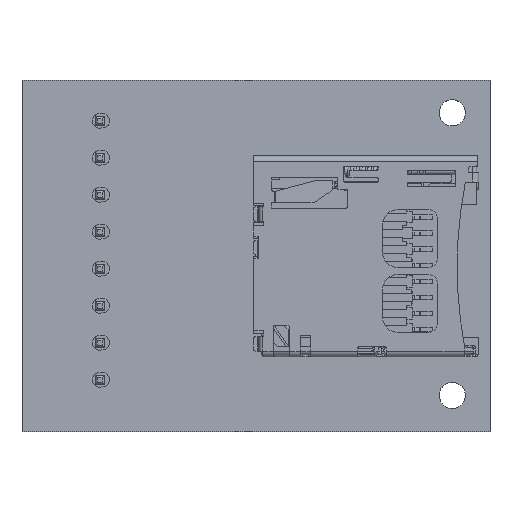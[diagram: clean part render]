
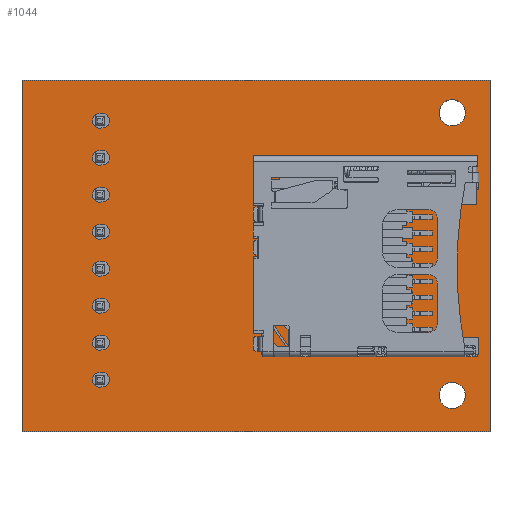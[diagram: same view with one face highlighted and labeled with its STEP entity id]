
A CAD part, top view. The second image highlights one B-rep face of the part: STEP entity #1044.
In plain terms, the highlighted planar face has unit normal (0, 0, 1).
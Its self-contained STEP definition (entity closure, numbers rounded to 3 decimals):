
#67 = VERTEX_POINT('',#68);
#68 = CARTESIAN_POINT('',(124.841,-67.818,0.));
#85 = VERTEX_POINT('',#86);
#86 = CARTESIAN_POINT('',(124.841,-91.948,0.));
#92 = EDGE_CURVE('',#67,#85,#93,.T.);
#93 = LINE('',#94,#95);
#94 = CARTESIAN_POINT('',(124.841,-67.818,0.));
#95 = VECTOR('',#96,1.);
#96 = DIRECTION('',(0.,-1.,0.));
#107 = VERTEX_POINT('',#108);
#108 = CARTESIAN_POINT('',(92.71,-67.818,0.));
#123 = EDGE_CURVE('',#107,#67,#124,.T.);
#124 = LINE('',#125,#126);
#125 = CARTESIAN_POINT('',(92.71,-67.818,0.));
#126 = VECTOR('',#127,1.);
#127 = DIRECTION('',(1.,0.,0.));
#147 = VERTEX_POINT('',#148);
#148 = CARTESIAN_POINT('',(92.71,-91.948,0.));
#154 = EDGE_CURVE('',#85,#147,#155,.T.);
#155 = LINE('',#156,#157);
#156 = CARTESIAN_POINT('',(124.841,-91.948,0.));
#157 = VECTOR('',#158,1.);
#158 = DIRECTION('',(-1.,0.,0.));
#176 = EDGE_CURVE('',#147,#107,#177,.T.);
#177 = LINE('',#178,#179);
#178 = CARTESIAN_POINT('',(92.71,-91.948,0.));
#179 = VECTOR('',#180,1.);
#180 = DIRECTION('',(0.,1.,0.));
#191 = VERTEX_POINT('',#192);
#192 = CARTESIAN_POINT('',(123.155,-89.455,0.));
#208 = EDGE_CURVE('',#191,#191,#209,.T.);
#209 = CIRCLE('',#210,0.9);
#210 = AXIS2_PLACEMENT_3D('',#211,#212,#213);
#211 = CARTESIAN_POINT('',(122.255,-89.455,0.));
#212 = DIRECTION('',(0.,0.,1.));
#213 = DIRECTION('',(1.,0.,-0.));
#224 = VERTEX_POINT('',#225);
#225 = CARTESIAN_POINT('',(98.072,-87.893,0.));
#243 = VERTEX_POINT('',#244);
#244 = CARTESIAN_POINT('',(98.196,-88.868,0.));
#250 = EDGE_CURVE('',#224,#243,#251,.T.);
#251 = CIRCLE('',#252,0.5);
#252 = AXIS2_PLACEMENT_3D('',#253,#254,#255);
#253 = CARTESIAN_POINT('',(98.044,-88.392,0.));
#254 = DIRECTION('',(0.,0.,1.));
#255 = DIRECTION('',(1.,0.,-0.));
#266 = VERTEX_POINT('',#267);
#267 = CARTESIAN_POINT('',(98.724,-88.369,0.));
#283 = EDGE_CURVE('',#266,#224,#284,.T.);
#284 = CIRCLE('',#285,0.5);
#285 = AXIS2_PLACEMENT_3D('',#286,#287,#288);
#286 = CARTESIAN_POINT('',(98.224,-88.369,0.));
#287 = DIRECTION('',(0.,0.,1.));
#288 = DIRECTION('',(1.,0.,-0.));
#307 = EDGE_CURVE('',#243,#266,#308,.T.);
#308 = CIRCLE('',#309,0.5);
#309 = AXIS2_PLACEMENT_3D('',#310,#311,#312);
#310 = CARTESIAN_POINT('',(98.224,-88.369,0.));
#311 = DIRECTION('',(0.,0.,1.));
#312 = DIRECTION('',(1.,0.,-0.));
#323 = VERTEX_POINT('',#324);
#324 = CARTESIAN_POINT('',(98.072,-85.353,0.));
#342 = VERTEX_POINT('',#343);
#343 = CARTESIAN_POINT('',(98.196,-86.328,0.));
#349 = EDGE_CURVE('',#323,#342,#350,.T.);
#350 = CIRCLE('',#351,0.5);
#351 = AXIS2_PLACEMENT_3D('',#352,#353,#354);
#352 = CARTESIAN_POINT('',(98.044,-85.852,0.));
#353 = DIRECTION('',(0.,0.,1.));
#354 = DIRECTION('',(1.,0.,-0.));
#365 = VERTEX_POINT('',#366);
#366 = CARTESIAN_POINT('',(98.724,-85.829,0.));
#382 = EDGE_CURVE('',#365,#323,#383,.T.);
#383 = CIRCLE('',#384,0.5);
#384 = AXIS2_PLACEMENT_3D('',#385,#386,#387);
#385 = CARTESIAN_POINT('',(98.224,-85.829,0.));
#386 = DIRECTION('',(0.,0.,1.));
#387 = DIRECTION('',(1.,0.,-0.));
#406 = EDGE_CURVE('',#342,#365,#407,.T.);
#407 = CIRCLE('',#408,0.5);
#408 = AXIS2_PLACEMENT_3D('',#409,#410,#411);
#409 = CARTESIAN_POINT('',(98.224,-85.829,0.));
#410 = DIRECTION('',(0.,0.,1.));
#411 = DIRECTION('',(1.,0.,-0.));
#422 = VERTEX_POINT('',#423);
#423 = CARTESIAN_POINT('',(98.072,-82.813,0.));
#441 = VERTEX_POINT('',#442);
#442 = CARTESIAN_POINT('',(98.196,-83.788,0.));
#448 = EDGE_CURVE('',#422,#441,#449,.T.);
#449 = CIRCLE('',#450,0.5);
#450 = AXIS2_PLACEMENT_3D('',#451,#452,#453);
#451 = CARTESIAN_POINT('',(98.044,-83.312,0.));
#452 = DIRECTION('',(0.,0.,1.));
#453 = DIRECTION('',(1.,0.,-0.));
#464 = VERTEX_POINT('',#465);
#465 = CARTESIAN_POINT('',(98.724,-83.289,0.));
#481 = EDGE_CURVE('',#464,#422,#482,.T.);
#482 = CIRCLE('',#483,0.5);
#483 = AXIS2_PLACEMENT_3D('',#484,#485,#486);
#484 = CARTESIAN_POINT('',(98.224,-83.289,0.));
#485 = DIRECTION('',(0.,0.,1.));
#486 = DIRECTION('',(1.,0.,-0.));
#505 = EDGE_CURVE('',#441,#464,#506,.T.);
#506 = CIRCLE('',#507,0.5);
#507 = AXIS2_PLACEMENT_3D('',#508,#509,#510);
#508 = CARTESIAN_POINT('',(98.224,-83.289,0.));
#509 = DIRECTION('',(0.,0.,1.));
#510 = DIRECTION('',(1.,0.,-0.));
#521 = VERTEX_POINT('',#522);
#522 = CARTESIAN_POINT('',(98.072,-80.273,0.));
#540 = VERTEX_POINT('',#541);
#541 = CARTESIAN_POINT('',(98.196,-81.248,0.));
#547 = EDGE_CURVE('',#521,#540,#548,.T.);
#548 = CIRCLE('',#549,0.5);
#549 = AXIS2_PLACEMENT_3D('',#550,#551,#552);
#550 = CARTESIAN_POINT('',(98.044,-80.772,0.));
#551 = DIRECTION('',(0.,0.,1.));
#552 = DIRECTION('',(1.,0.,-0.));
#563 = VERTEX_POINT('',#564);
#564 = CARTESIAN_POINT('',(98.724,-80.749,0.));
#580 = EDGE_CURVE('',#563,#521,#581,.T.);
#581 = CIRCLE('',#582,0.5);
#582 = AXIS2_PLACEMENT_3D('',#583,#584,#585);
#583 = CARTESIAN_POINT('',(98.224,-80.749,0.));
#584 = DIRECTION('',(0.,0.,1.));
#585 = DIRECTION('',(1.,0.,-0.));
#604 = EDGE_CURVE('',#540,#563,#605,.T.);
#605 = CIRCLE('',#606,0.5);
#606 = AXIS2_PLACEMENT_3D('',#607,#608,#609);
#607 = CARTESIAN_POINT('',(98.224,-80.749,0.));
#608 = DIRECTION('',(0.,0.,1.));
#609 = DIRECTION('',(1.,0.,-0.));
#620 = VERTEX_POINT('',#621);
#621 = CARTESIAN_POINT('',(123.155,-70.055,0.));
#637 = EDGE_CURVE('',#620,#620,#638,.T.);
#638 = CIRCLE('',#639,0.9);
#639 = AXIS2_PLACEMENT_3D('',#640,#641,#642);
#640 = CARTESIAN_POINT('',(122.255,-70.055,0.));
#641 = DIRECTION('',(0.,0.,1.));
#642 = DIRECTION('',(1.,0.,-0.));
#653 = VERTEX_POINT('',#654);
#654 = CARTESIAN_POINT('',(98.072,-77.733,0.));
#672 = VERTEX_POINT('',#673);
#673 = CARTESIAN_POINT('',(98.196,-78.708,0.));
#679 = EDGE_CURVE('',#653,#672,#680,.T.);
#680 = CIRCLE('',#681,0.5);
#681 = AXIS2_PLACEMENT_3D('',#682,#683,#684);
#682 = CARTESIAN_POINT('',(98.044,-78.232,0.));
#683 = DIRECTION('',(0.,0.,1.));
#684 = DIRECTION('',(1.,0.,-0.));
#695 = VERTEX_POINT('',#696);
#696 = CARTESIAN_POINT('',(98.724,-78.209,0.));
#712 = EDGE_CURVE('',#695,#653,#713,.T.);
#713 = CIRCLE('',#714,0.5);
#714 = AXIS2_PLACEMENT_3D('',#715,#716,#717);
#715 = CARTESIAN_POINT('',(98.224,-78.209,0.));
#716 = DIRECTION('',(0.,0.,1.));
#717 = DIRECTION('',(1.,0.,-0.));
#736 = EDGE_CURVE('',#672,#695,#737,.T.);
#737 = CIRCLE('',#738,0.5);
#738 = AXIS2_PLACEMENT_3D('',#739,#740,#741);
#739 = CARTESIAN_POINT('',(98.224,-78.209,0.));
#740 = DIRECTION('',(0.,0.,1.));
#741 = DIRECTION('',(1.,0.,-0.));
#752 = VERTEX_POINT('',#753);
#753 = CARTESIAN_POINT('',(98.072,-75.193,0.));
#771 = VERTEX_POINT('',#772);
#772 = CARTESIAN_POINT('',(98.196,-76.168,0.));
#778 = EDGE_CURVE('',#752,#771,#779,.T.);
#779 = CIRCLE('',#780,0.5);
#780 = AXIS2_PLACEMENT_3D('',#781,#782,#783);
#781 = CARTESIAN_POINT('',(98.044,-75.692,0.));
#782 = DIRECTION('',(0.,0.,1.));
#783 = DIRECTION('',(1.,0.,-0.));
#794 = VERTEX_POINT('',#795);
#795 = CARTESIAN_POINT('',(98.724,-75.669,0.));
#811 = EDGE_CURVE('',#794,#752,#812,.T.);
#812 = CIRCLE('',#813,0.5);
#813 = AXIS2_PLACEMENT_3D('',#814,#815,#816);
#814 = CARTESIAN_POINT('',(98.224,-75.669,0.));
#815 = DIRECTION('',(0.,0.,1.));
#816 = DIRECTION('',(1.,0.,-0.));
#835 = EDGE_CURVE('',#771,#794,#836,.T.);
#836 = CIRCLE('',#837,0.5);
#837 = AXIS2_PLACEMENT_3D('',#838,#839,#840);
#838 = CARTESIAN_POINT('',(98.224,-75.669,0.));
#839 = DIRECTION('',(0.,0.,1.));
#840 = DIRECTION('',(1.,0.,-0.));
#851 = VERTEX_POINT('',#852);
#852 = CARTESIAN_POINT('',(98.072,-72.653,0.));
#870 = VERTEX_POINT('',#871);
#871 = CARTESIAN_POINT('',(98.196,-73.628,0.));
#877 = EDGE_CURVE('',#851,#870,#878,.T.);
#878 = CIRCLE('',#879,0.5);
#879 = AXIS2_PLACEMENT_3D('',#880,#881,#882);
#880 = CARTESIAN_POINT('',(98.044,-73.152,0.));
#881 = DIRECTION('',(0.,0.,1.));
#882 = DIRECTION('',(1.,0.,-0.));
#893 = VERTEX_POINT('',#894);
#894 = CARTESIAN_POINT('',(98.724,-73.129,0.));
#910 = EDGE_CURVE('',#893,#851,#911,.T.);
#911 = CIRCLE('',#912,0.5);
#912 = AXIS2_PLACEMENT_3D('',#913,#914,#915);
#913 = CARTESIAN_POINT('',(98.224,-73.129,0.));
#914 = DIRECTION('',(0.,0.,1.));
#915 = DIRECTION('',(1.,0.,-0.));
#934 = EDGE_CURVE('',#870,#893,#935,.T.);
#935 = CIRCLE('',#936,0.5);
#936 = AXIS2_PLACEMENT_3D('',#937,#938,#939);
#937 = CARTESIAN_POINT('',(98.224,-73.129,0.));
#938 = DIRECTION('',(0.,0.,1.));
#939 = DIRECTION('',(1.,0.,-0.));
#950 = VERTEX_POINT('',#951);
#951 = CARTESIAN_POINT('',(98.072,-70.113,0.));
#969 = VERTEX_POINT('',#970);
#970 = CARTESIAN_POINT('',(98.196,-71.088,0.));
#976 = EDGE_CURVE('',#950,#969,#977,.T.);
#977 = CIRCLE('',#978,0.5);
#978 = AXIS2_PLACEMENT_3D('',#979,#980,#981);
#979 = CARTESIAN_POINT('',(98.044,-70.612,0.));
#980 = DIRECTION('',(0.,0.,1.));
#981 = DIRECTION('',(1.,0.,-0.));
#992 = VERTEX_POINT('',#993);
#993 = CARTESIAN_POINT('',(98.724,-70.589,0.));
#1009 = EDGE_CURVE('',#992,#950,#1010,.T.);
#1010 = CIRCLE('',#1011,0.5);
#1011 = AXIS2_PLACEMENT_3D('',#1012,#1013,#1014);
#1012 = CARTESIAN_POINT('',(98.224,-70.589,0.));
#1013 = DIRECTION('',(0.,0.,1.));
#1014 = DIRECTION('',(1.,0.,-0.));
#1033 = EDGE_CURVE('',#969,#992,#1034,.T.);
#1034 = CIRCLE('',#1035,0.5);
#1035 = AXIS2_PLACEMENT_3D('',#1036,#1037,#1038);
#1036 = CARTESIAN_POINT('',(98.224,-70.589,0.));
#1037 = DIRECTION('',(0.,0.,1.));
#1038 = DIRECTION('',(1.,0.,-0.));
#1044 = ADVANCED_FACE('',(#1045,#1051,#1054,#1059,#1064,#1069,#1074,
    #1077,#1082,#1087,#1092),#1097,.F.);
#1045 = FACE_BOUND('',#1046,.F.);
#1046 = EDGE_LOOP('',(#1047,#1048,#1049,#1050));
#1047 = ORIENTED_EDGE('',*,*,#92,.T.);
#1048 = ORIENTED_EDGE('',*,*,#154,.T.);
#1049 = ORIENTED_EDGE('',*,*,#176,.T.);
#1050 = ORIENTED_EDGE('',*,*,#123,.T.);
#1051 = FACE_BOUND('',#1052,.F.);
#1052 = EDGE_LOOP('',(#1053));
#1053 = ORIENTED_EDGE('',*,*,#208,.T.);
#1054 = FACE_BOUND('',#1055,.F.);
#1055 = EDGE_LOOP('',(#1056,#1057,#1058));
#1056 = ORIENTED_EDGE('',*,*,#250,.T.);
#1057 = ORIENTED_EDGE('',*,*,#307,.T.);
#1058 = ORIENTED_EDGE('',*,*,#283,.T.);
#1059 = FACE_BOUND('',#1060,.F.);
#1060 = EDGE_LOOP('',(#1061,#1062,#1063));
#1061 = ORIENTED_EDGE('',*,*,#349,.T.);
#1062 = ORIENTED_EDGE('',*,*,#406,.T.);
#1063 = ORIENTED_EDGE('',*,*,#382,.T.);
#1064 = FACE_BOUND('',#1065,.F.);
#1065 = EDGE_LOOP('',(#1066,#1067,#1068));
#1066 = ORIENTED_EDGE('',*,*,#448,.T.);
#1067 = ORIENTED_EDGE('',*,*,#505,.T.);
#1068 = ORIENTED_EDGE('',*,*,#481,.T.);
#1069 = FACE_BOUND('',#1070,.F.);
#1070 = EDGE_LOOP('',(#1071,#1072,#1073));
#1071 = ORIENTED_EDGE('',*,*,#547,.T.);
#1072 = ORIENTED_EDGE('',*,*,#604,.T.);
#1073 = ORIENTED_EDGE('',*,*,#580,.T.);
#1074 = FACE_BOUND('',#1075,.F.);
#1075 = EDGE_LOOP('',(#1076));
#1076 = ORIENTED_EDGE('',*,*,#637,.T.);
#1077 = FACE_BOUND('',#1078,.F.);
#1078 = EDGE_LOOP('',(#1079,#1080,#1081));
#1079 = ORIENTED_EDGE('',*,*,#679,.T.);
#1080 = ORIENTED_EDGE('',*,*,#736,.T.);
#1081 = ORIENTED_EDGE('',*,*,#712,.T.);
#1082 = FACE_BOUND('',#1083,.F.);
#1083 = EDGE_LOOP('',(#1084,#1085,#1086));
#1084 = ORIENTED_EDGE('',*,*,#778,.T.);
#1085 = ORIENTED_EDGE('',*,*,#835,.T.);
#1086 = ORIENTED_EDGE('',*,*,#811,.T.);
#1087 = FACE_BOUND('',#1088,.F.);
#1088 = EDGE_LOOP('',(#1089,#1090,#1091));
#1089 = ORIENTED_EDGE('',*,*,#877,.T.);
#1090 = ORIENTED_EDGE('',*,*,#934,.T.);
#1091 = ORIENTED_EDGE('',*,*,#910,.T.);
#1092 = FACE_BOUND('',#1093,.F.);
#1093 = EDGE_LOOP('',(#1094,#1095,#1096));
#1094 = ORIENTED_EDGE('',*,*,#976,.T.);
#1095 = ORIENTED_EDGE('',*,*,#1033,.T.);
#1096 = ORIENTED_EDGE('',*,*,#1009,.T.);
#1097 = PLANE('',#1098);
#1098 = AXIS2_PLACEMENT_3D('',#1099,#1100,#1101);
#1099 = CARTESIAN_POINT('',(108.776,-79.883,0.));
#1100 = DIRECTION('',(-0.,-0.,-1.));
#1101 = DIRECTION('',(-1.,0.,0.));
